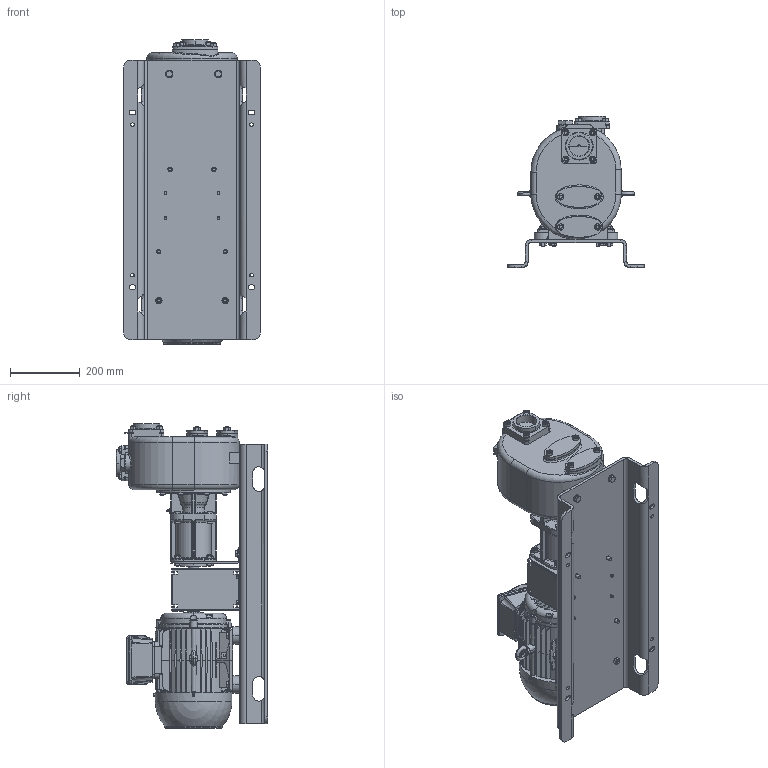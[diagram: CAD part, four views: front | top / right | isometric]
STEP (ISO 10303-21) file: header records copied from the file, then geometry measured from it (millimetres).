
FILE_DESCRIPTION((''),'2;1');
FILE_NAME('S_60_BIT_SW0001','2016-11-07T',('Nicola'),(''),'CREO PARAMETRIC BY PTC INC, 2015290','CREO PARAMETRIC BY PTC INC, 2015290','');
FILE_SCHEMA(('CONFIG_CONTROL_DESIGN'));
Products named in the file (1): S_60_BIT_SW0001
Bounding box: 390 x 433 x 869.6 mm (x, y, z)
Volume: 28332026.6 mm3; surface area: 2264110.1 mm2
Topology: 1 solids, 2 shells, 4962 faces, 12307 edges, 7705 vertices
Faces by surface type: plane 3049, cone 854, cylinder 734, torus 180, bspline 127, sphere 12, extrusion 6
Entity records: 192380 total; most frequent: CARTESIAN_POINT 77015, ORIENTED_EDGE 24594, DIRECTION 22416, EDGE_CURVE 12297, VERTEX_POINT 7705, AXIS2_PLACEMENT_3D 7563, VECTOR 7290, LINE 7284
